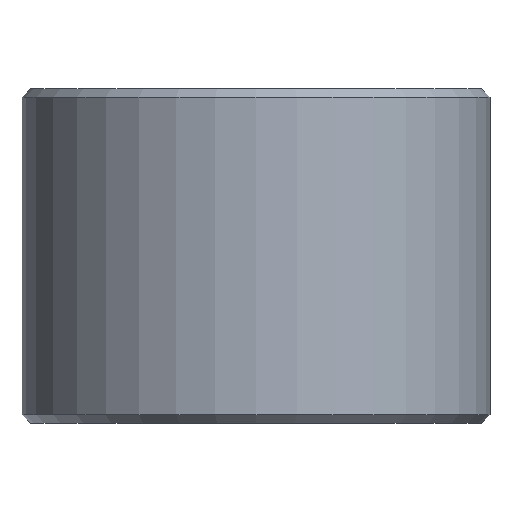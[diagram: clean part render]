
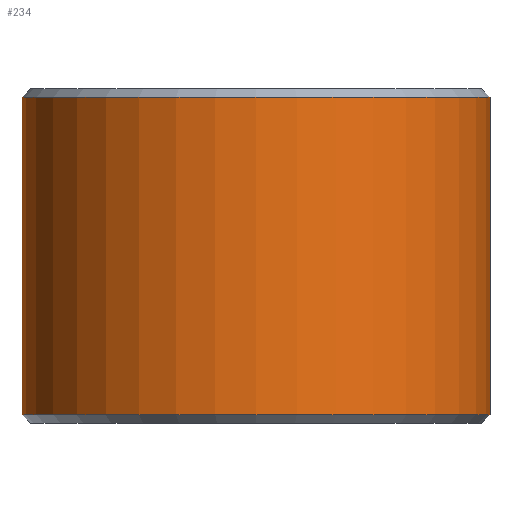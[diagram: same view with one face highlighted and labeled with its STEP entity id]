
A CAD part, front view. The second image highlights one B-rep face of the part: STEP entity #234.
In plain terms, the highlighted cylindrical face has radius 14 mm (diameter 28 mm), a partial arc.
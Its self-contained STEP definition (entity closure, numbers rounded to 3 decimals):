
#15 = CARTESIAN_POINT ( 'NONE',  ( -14., 0., 19.5 ) ) ;
#22 = CARTESIAN_POINT ( 'NONE',  ( -14., 0., 20. ) ) ;
#26 = CARTESIAN_POINT ( 'NONE',  ( 14., 0., 20. ) ) ;
#40 = VERTEX_POINT ( 'NONE', #198 ) ;
#71 = VERTEX_POINT ( 'NONE', #435 ) ;
#78 = EDGE_CURVE ( 'NONE', #602, #226, #528, .T. ) ;
#85 = ORIENTED_EDGE ( 'NONE', *, *, #534, .F. ) ;
#109 = DIRECTION ( 'NONE',  ( 0., 0., -1. ) ) ;
#121 = CARTESIAN_POINT ( 'NONE',  ( 0., 0., 0.5 ) ) ;
#148 = CARTESIAN_POINT ( 'NONE',  ( 0., 0., 19.5 ) ) ;
#154 = DIRECTION ( 'NONE',  ( 1., 0., 0. ) ) ;
#156 = DIRECTION ( 'NONE',  ( 0., 0., 1. ) ) ;
#198 = CARTESIAN_POINT ( 'NONE',  ( 14., 0., 0.5 ) ) ;
#207 = DIRECTION ( 'NONE',  ( 0., 0., -1. ) ) ;
#211 = EDGE_CURVE ( 'NONE', #71, #40, #235, .T. ) ;
#214 = FACE_OUTER_BOUND ( 'NONE', #397, .T. ) ;
#226 = VERTEX_POINT ( 'NONE', #15 ) ;
#234 = ADVANCED_FACE ( 'NONE', ( #214 ), #404, .T. ) ;
#235 = CIRCLE ( 'NONE', #517, 14. ) ;
#253 = CARTESIAN_POINT ( 'NONE',  ( 14., 0., 19.5 ) ) ;
#260 = LINE ( 'NONE', #26, #366 ) ;
#343 = DIRECTION ( 'NONE',  ( 0., 0., -1. ) ) ;
#366 = VECTOR ( 'NONE', #207, 1000. ) ;
#369 = AXIS2_PLACEMENT_3D ( 'NONE', #488, #343, #591 ) ;
#397 = EDGE_LOOP ( 'NONE', ( #85, #464, #559, #577 ) ) ;
#404 = CYLINDRICAL_SURFACE ( 'NONE', #369, 14. ) ;
#435 = CARTESIAN_POINT ( 'NONE',  ( -14., 0., 0.5 ) ) ;
#444 = LINE ( 'NONE', #22, #571 ) ;
#453 = DIRECTION ( 'NONE',  ( 0., 0., -1. ) ) ;
#464 = ORIENTED_EDGE ( 'NONE', *, *, #78, .T. ) ;
#488 = CARTESIAN_POINT ( 'NONE',  ( 0., 0., 20. ) ) ;
#517 = AXIS2_PLACEMENT_3D ( 'NONE', #121, #156, #154 ) ;
#527 = DIRECTION ( 'NONE',  ( 1., 0., 0. ) ) ;
#528 = CIRCLE ( 'NONE', #560, 14. ) ;
#534 = EDGE_CURVE ( 'NONE', #602, #40, #260, .T. ) ;
#559 = ORIENTED_EDGE ( 'NONE', *, *, #600, .T. ) ;
#560 = AXIS2_PLACEMENT_3D ( 'NONE', #148, #109, #527 ) ;
#571 = VECTOR ( 'NONE', #453, 1000. ) ;
#577 = ORIENTED_EDGE ( 'NONE', *, *, #211, .T. ) ;
#591 = DIRECTION ( 'NONE',  ( -1., 0., 0. ) ) ;
#600 = EDGE_CURVE ( 'NONE', #226, #71, #444, .T. ) ;
#602 = VERTEX_POINT ( 'NONE', #253 ) ;
